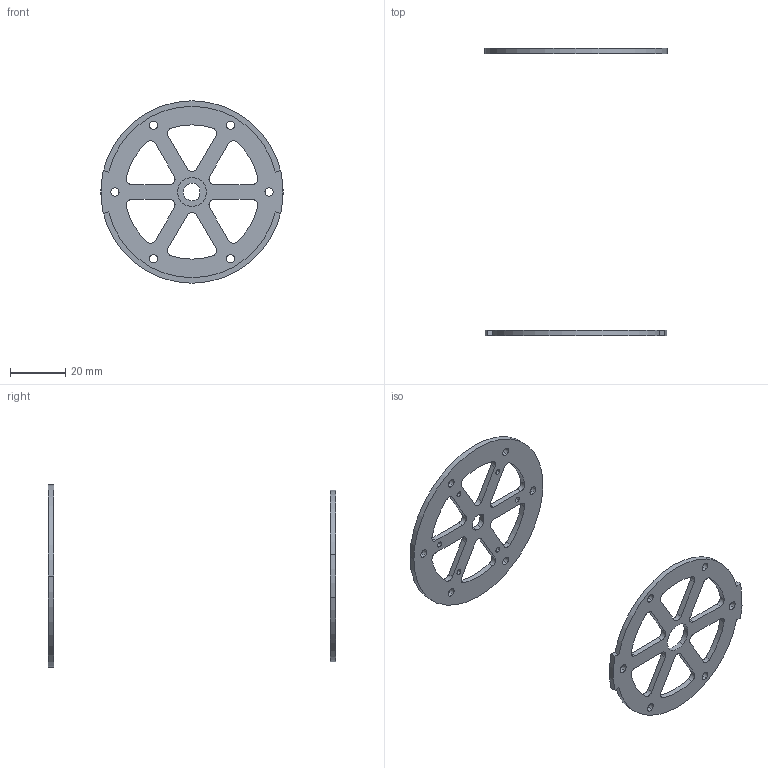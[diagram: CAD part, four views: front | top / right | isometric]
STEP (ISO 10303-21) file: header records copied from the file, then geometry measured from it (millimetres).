
FILE_DESCRIPTION(/* description */ ('VariCAD 2022-1.06 AP-214'),/* implementation_level */ '2;1');
FILE_NAME(/* name */ 'hliník vše.stp',/* time_stamp */ '2022-05-12T18:54:42+01:00',/* author */ (''),/* organization */ (''),/* preprocessor_version */ 'VariCAD 2022-1.06',/* originating_system */ 'VariCAD 2022-1.06; kernel version (20180118)',/* authorisation */ '');
FILE_SCHEMA(('AUTOMOTIVE_DESIGN'));
Length unit declared in the file: millimetre
Products named in the file (3): hliník vše
Assembly tree (2 placements, depth 2):
  hliník vše
    (unnamed)
    (unnamed)
Bounding box: 66 x 104 x 66 mm (x, y, z)
Volume: 8106.2 mm3; surface area: 10627.6 mm2
Topology: 2 solids, 2 shells, 131 faces, 381 edges, 254 vertices
Faces by surface type: cylinder 96, plane 35
Entity records: 4646 total; most frequent: DIRECTION 849, CARTESIAN_POINT 773, ORIENTED_EDGE 762, EDGE_CURVE 381, AXIS2_PLACEMENT_3D 330, VERTEX_POINT 254, EDGE_LOOP 195, CIRCLE 192
